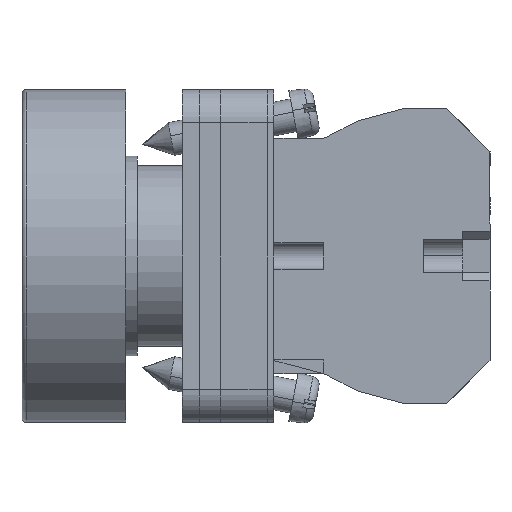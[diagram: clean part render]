
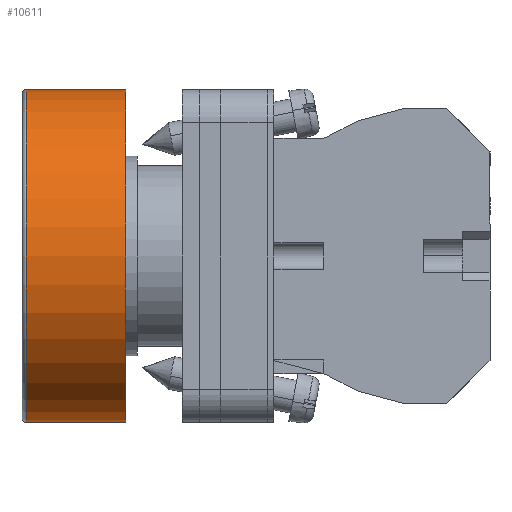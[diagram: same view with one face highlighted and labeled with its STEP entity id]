
A CAD part, left-side view. The second image highlights one B-rep face of the part: STEP entity #10611.
In plain terms, the highlighted cylindrical face has radius 20 mm (diameter 40 mm), a partial arc.
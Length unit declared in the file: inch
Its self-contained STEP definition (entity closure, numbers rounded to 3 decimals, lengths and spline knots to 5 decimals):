
#311 = CIRCLE ( 'NONE', #12122, 0.7874 ) ;
#466 = DIRECTION ( 'NONE',  ( 0., 0., -1. ) ) ;
#1017 = DIRECTION ( 'NONE',  ( 0., 0., -1. ) ) ;
#1330 = LINE ( 'NONE', #4180, #8610 ) ;
#2005 = VERTEX_POINT ( 'NONE', #7917 ) ;
#2234 = VECTOR ( 'NONE', #8923, 39.37008 ) ;
#2990 = VERTEX_POINT ( 'NONE', #11819 ) ;
#3590 = FACE_OUTER_BOUND ( 'NONE', #9487, .T. ) ;
#4098 = CARTESIAN_POINT ( 'NONE',  ( 0., 0.44843, 0. ) ) ;
#4180 = CARTESIAN_POINT ( 'NONE',  ( 0., 4.23892, 0.7874 ) ) ;
#4492 = ORIENTED_EDGE ( 'NONE', *, *, #7422, .T. ) ;
#5094 = DIRECTION ( 'NONE',  ( 0., 0., 1. ) ) ;
#5142 = LINE ( 'NONE', #7902, #2234 ) ;
#5578 = CARTESIAN_POINT ( 'NONE',  ( 0., 0.44843, 0.7874 ) ) ;
#5735 = ORIENTED_EDGE ( 'NONE', *, *, #9543, .F. ) ;
#6336 = DIRECTION ( 'NONE',  ( 0., -1., 0. ) ) ;
#6568 = CIRCLE ( 'NONE', #9469, 0.7874 ) ;
#7422 = EDGE_CURVE ( 'NONE', #8892, #2990, #311, .T. ) ;
#7561 = AXIS2_PLACEMENT_3D ( 'NONE', #8943, #11886, #1017 ) ;
#7902 = CARTESIAN_POINT ( 'NONE',  ( 0., 4.23892, -0.7874 ) ) ;
#7917 = CARTESIAN_POINT ( 'NONE',  ( 0., 0.44843, -0.7874 ) ) ;
#8194 = DIRECTION ( 'NONE',  ( 0., -1., 0. ) ) ;
#8318 = ORIENTED_EDGE ( 'NONE', *, *, #9501, .T. ) ;
#8599 = CYLINDRICAL_SURFACE ( 'NONE', #7561, 0.7874 ) ;
#8610 = VECTOR ( 'NONE', #8194, 39.37008 ) ;
#8892 = VERTEX_POINT ( 'NONE', #8980 ) ;
#8923 = DIRECTION ( 'NONE',  ( 0., -1., 0. ) ) ;
#8933 = ORIENTED_EDGE ( 'NONE', *, *, #9382, .T. ) ;
#8943 = CARTESIAN_POINT ( 'NONE',  ( 0., 4.23892, 0. ) ) ;
#8980 = CARTESIAN_POINT ( 'NONE',  ( 0., 0.92126, 0.7874 ) ) ;
#9382 = EDGE_CURVE ( 'NONE', #2990, #2005, #5142, .T. ) ;
#9469 = AXIS2_PLACEMENT_3D ( 'NONE', #4098, #11093, #5094 ) ;
#9487 = EDGE_LOOP ( 'NONE', ( #5735, #4492, #8933, #8318 ) ) ;
#9501 = EDGE_CURVE ( 'NONE', #2005, #11430, #6568, .T. ) ;
#9543 = EDGE_CURVE ( 'NONE', #8892, #11430, #1330, .T. ) ;
#10611 = ADVANCED_FACE ( 'NONE', ( #3590 ), #8599, .T. ) ;
#11093 = DIRECTION ( 'NONE',  ( 0., 1., 0. ) ) ;
#11430 = VERTEX_POINT ( 'NONE', #5578 ) ;
#11819 = CARTESIAN_POINT ( 'NONE',  ( 0., 0.92126, -0.7874 ) ) ;
#11886 = DIRECTION ( 'NONE',  ( 0., -1., 0. ) ) ;
#12122 = AXIS2_PLACEMENT_3D ( 'NONE', #12278, #6336, #466 ) ;
#12278 = CARTESIAN_POINT ( 'NONE',  ( 0., 0.92126, 0. ) ) ;
